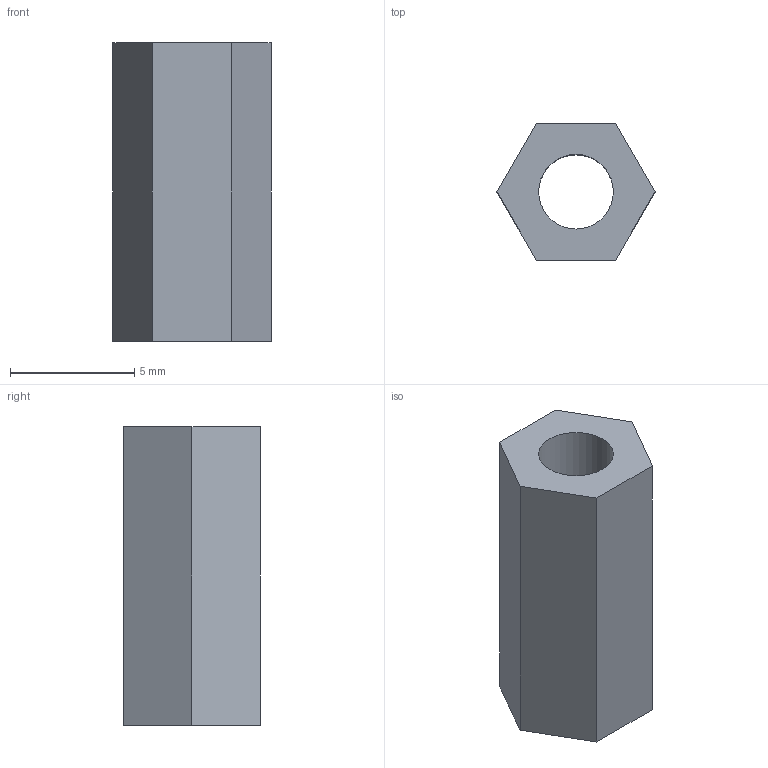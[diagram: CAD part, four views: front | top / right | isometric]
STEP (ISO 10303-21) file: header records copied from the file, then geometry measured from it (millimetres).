
FILE_DESCRIPTION(/* description */ (''),/* implementation_level */ '2;1');
FILE_NAME(/* name */ 'entretoise hexa m3x12.stp',/* time_stamp */ '2020-04-19T11:18:08-04:00',/* author */ ('huesof'),/* organization */ (''),/* preprocessor_version */ 'ST-DEVELOPER v18',/* originating_system */ 'Autodesk Inventor 2020',/* authorisation */ '');
FILE_SCHEMA (('AUTOMOTIVE_DESIGN { 1 0 10303 214 3 1 1 }'));
Length unit declared in the file: millimetre
Products named in the file (1): entretoise hexa  m3x12
Bounding box: 6.35 x 5.5 x 12 mm (x, y, z)
Volume: 229.5 mm3; surface area: 380 mm2
Topology: 1 solids, 1 shells, 9 faces, 23 edges, 16 vertices
Faces by surface type: plane 8, cylinder 1
Full cylindrical faces by diameter (mm): 3 x1
Entity records: 322 total; most frequent: CARTESIAN_POINT 49, DIRECTION 47, ORIENTED_EDGE 46, EDGE_CURVE 23, LINE 19, VECTOR 19, VERTEX_POINT 16, AXIS2_PLACEMENT_3D 14
